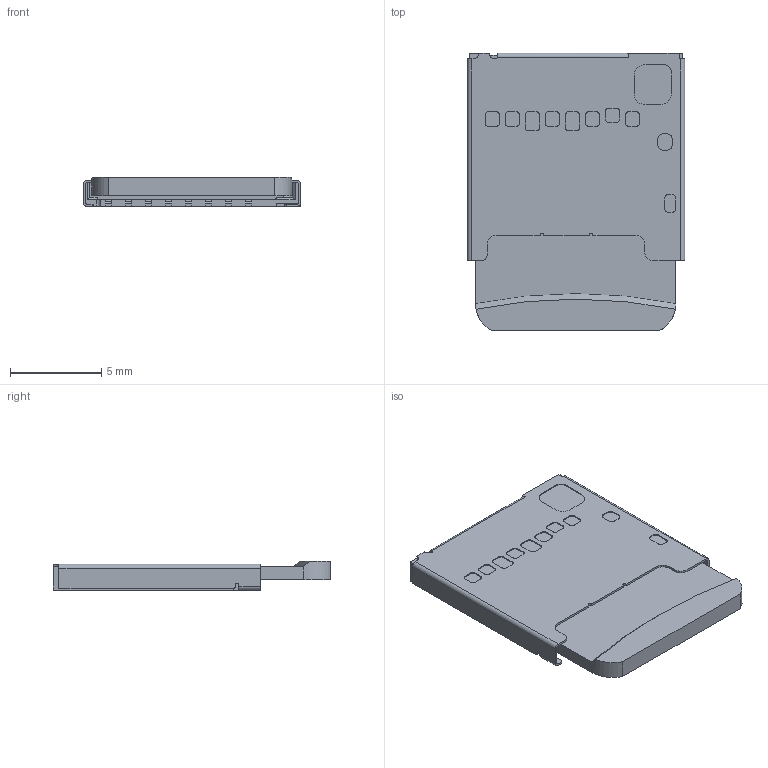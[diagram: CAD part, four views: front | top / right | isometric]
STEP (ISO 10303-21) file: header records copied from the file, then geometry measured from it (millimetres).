
FILE_DESCRIPTION(/* description */ (''),/* implementation_level */ '2;1');
FILE_NAME(/* name */ '1040310811.step',/* time_stamp */ '2021-09-02T17:52:42+02:00',/* author */ (''),/* organization */ (''),/* preprocessor_version */ 'ST-DEVELOPER v18.1',/* originating_system */ 'Autodesk Translation Framework v10.10.0.1391',/* authorisation */ '');
FILE_SCHEMA (('AUTOMOTIVE_DESIGN { 1 0 10303 214 3 1 1 }'));
Length unit declared in the file: millimetre
Products named in the file (1): (Unsaved)
Bounding box: 11.95 x 15.25 x 1.61 mm (x, y, z)
Volume: 261.4 mm3; surface area: 732.1 mm2
Topology: 2 solids, 2 shells, 428 faces, 1220 edges, 808 vertices
Faces by surface type: plane 282, cylinder 145, cone 1
Entity records: 14001 total; most frequent: CARTESIAN_POINT 2460, ORIENTED_EDGE 2440, DIRECTION 2382, EDGE_CURVE 1220, LINE 914, VECTOR 914, VERTEX_POINT 808, AXIS2_PLACEMENT_3D 734
